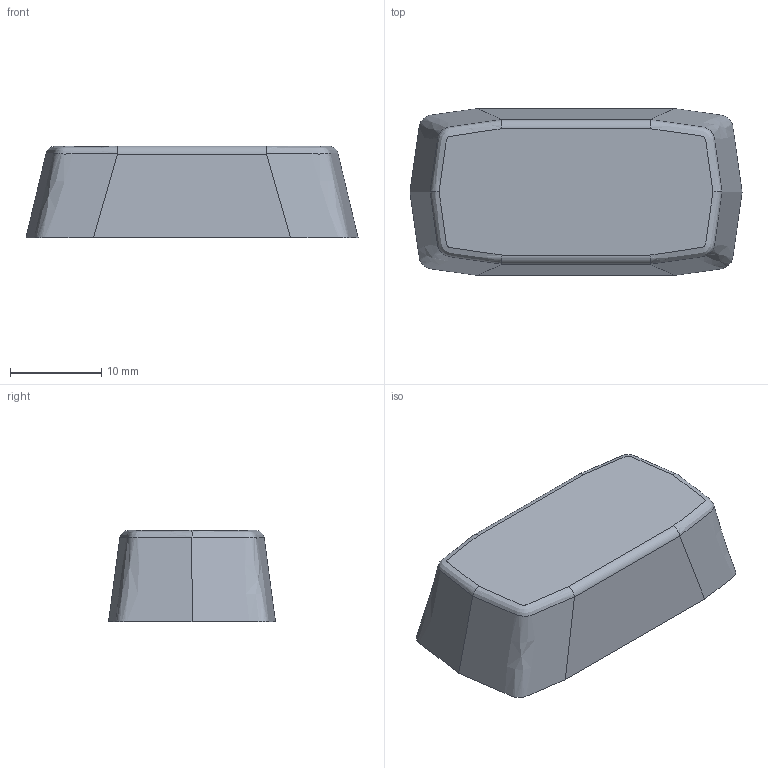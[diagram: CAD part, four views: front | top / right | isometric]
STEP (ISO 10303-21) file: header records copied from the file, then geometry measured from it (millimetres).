
FILE_DESCRIPTION(/* description */ (''),/* implementation_level */ '2;1');
FILE_NAME(/* name */ 'long engicap.step',/* time_stamp */ '2025-06-23T17:35:15-04:00',/* author */ (''),/* organization */ (''),/* preprocessor_version */ 'ST-DEVELOPER v20.1',/* originating_system */ 'Autodesk Translation Framework v14.10.0.0',/* authorisation */ '');
FILE_SCHEMA (('AUTOMOTIVE_DESIGN { 1 0 10303 214 3 1 1 }'));
Length unit declared in the file: millimetre
Products named in the file (1): long keycap
Bounding box: 36.32 x 18.25 x 10 mm (x, y, z)
Volume: 1338.2 mm3; surface area: 2912.8 mm2
Topology: 1 solids, 1 shells, 36 faces, 107 edges, 76 vertices
Faces by surface type: plane 21, bspline 12, cylinder 3
Full cylindrical faces by diameter (mm): 6 x1
Entity records: 4959 total; most frequent: CARTESIAN_POINT 4081, ORIENTED_EDGE 214, EDGE_CURVE 107, DIRECTION 107, VERTEX_POINT 76, LINE 53, VECTOR 53, B_SPLINE_CURVE_WITH_KNOTS 52
